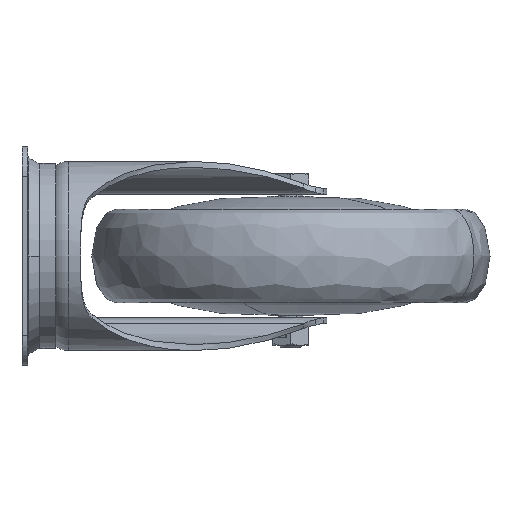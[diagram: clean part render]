
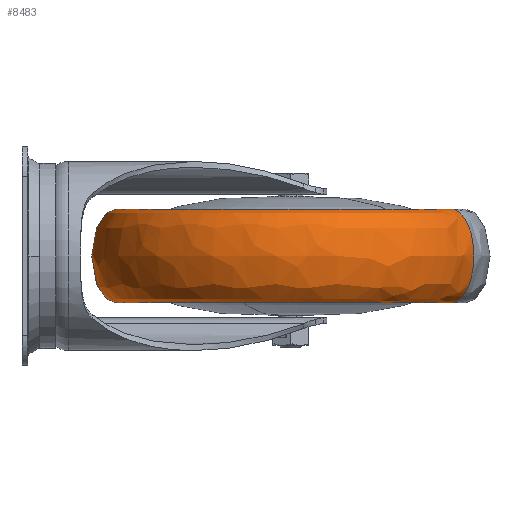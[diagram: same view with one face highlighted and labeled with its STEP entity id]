
A CAD part, left-side view. The second image highlights one B-rep face of the part: STEP entity #8483.
In plain terms, the highlighted free-form (B-spline) face has degree [3, 3] with [4, 4] control points.
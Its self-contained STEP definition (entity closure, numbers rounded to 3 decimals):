
#176 = ORIENTED_EDGE ( 'NONE', *, *, #13028, .T. ) ;
#341 = CARTESIAN_POINT ( 'NONE',  ( 89.591, -54.627, 4.519 ) ) ;
#957 = CARTESIAN_POINT ( 'NONE',  ( 10.526, -238.336, 4.519 ) ) ;
#965 = DIRECTION ( 'NONE',  ( 0., 0., 1. ) ) ;
#1030 = CARTESIAN_POINT ( 'NONE',  ( 20.409, -215.373, 51.519 ) ) ;
#2720 = CARTESIAN_POINT ( 'NONE',  ( 10.526, -238.336, 4.519 ) ) ;
#2854 = CARTESIAN_POINT ( 'NONE',  ( 89.591, -54.627, 4.519 ) ) ;
#2943 = EDGE_CURVE ( 'NONE', #15615, #18365, #25191, .T. ) ;
#3170 = CARTESIAN_POINT ( 'NONE',  ( 20.409, -215.373, 4.519 ) ) ;
#3310 = ORIENTED_EDGE ( 'NONE', *, *, #2943, .F. ) ;
#4486 = CARTESIAN_POINT ( 'NONE',  ( 89.591, -54.627, 51.519 ) ) ;
#4784 = DIRECTION ( 'NONE',  ( -0.919, 0.395, 0. ) ) ;
#4869 = CARTESIAN_POINT ( 'NONE',  ( -140.336, -146.191, 4.519 ) ) ;
#4937 = CARTESIAN_POINT ( 'NONE',  ( 10.526, -238.336, 51.519 ) ) ;
#5034 = CARTESIAN_POINT ( 'NONE',  ( 89.591, -54.627, 51.519 ) ) ;
#5139 = CARTESIAN_POINT ( 'NONE',  ( -196.146, -149.389, 4.519 ) ) ;
#5746 = CIRCLE ( 'NONE', #24596, 87.5 ) ;
#6337 = FACE_OUTER_BOUND ( 'NONE', #11333, .T. ) ;
#8483 = ADVANCED_FACE ( 'NONE', ( #6337 ), #21109, .T. ) ;
#8594 = ORIENTED_EDGE ( 'NONE', *, *, #24495, .T. ) ;
#8877 = VERTEX_POINT ( 'NONE', #10059 ) ;
#9182 = CARTESIAN_POINT ( 'NONE',  ( -71.155, 14.554, 51.519 ) ) ;
#10059 = CARTESIAN_POINT ( 'NONE',  ( 20.409, -215.373, 4.519 ) ) ;
#10784 = CARTESIAN_POINT ( 'NONE',  ( 55., -135., 4.519 ) ) ;
#11177 = CARTESIAN_POINT ( 'NONE',  ( -107.199, 57.283, 4.519 ) ) ;
#11311 = CARTESIAN_POINT ( 'NONE',  ( 99.474, -31.664, 4.519 ) ) ;
#11333 = EDGE_LOOP ( 'NONE', ( #3310, #176, #8594, #21153 ) ) ;
#13028 = EDGE_CURVE ( 'NONE', #15615, #21352, #22107, .T. ) ;
#14750 = DIRECTION ( 'NONE',  ( -0.919, 0.395, 0. ) ) ;
#15135 = CARTESIAN_POINT ( 'NONE',  ( -107.199, 57.283, 51.519 ) ) ;
#15615 = VERTEX_POINT ( 'NONE', #5034 ) ;
#17078 = CARTESIAN_POINT ( 'NONE',  ( 20.409, -215.373, 51.519 ) ) ;
#17207 = CARTESIAN_POINT ( 'NONE',  ( -140.336, -146.191, 51.519 ) ) ;
#18365 = VERTEX_POINT ( 'NONE', #1030 ) ;
#18391 = EDGE_CURVE ( 'NONE', #18365, #8877, #19252, .T. ) ;
#18578 = DIRECTION ( 'NONE',  ( 0., 0., 1. ) ) ;
#19177 = CARTESIAN_POINT ( 'NONE',  ( -196.146, -149.389, 51.519 ) ) ;
#19252 =( BOUNDED_CURVE ( )  B_SPLINE_CURVE ( 3, ( #20986, #4937, #2720, #20461 ),
 .UNSPECIFIED., .F., .F. ) 
 B_SPLINE_CURVE_WITH_KNOTS ( ( 4, 4 ),
 ( 0., 1. ),
 .UNSPECIFIED. ) 
 CURVE ( )  GEOMETRIC_REPRESENTATION_ITEM ( )  RATIONAL_B_SPLINE_CURVE ( ( 1., 0.333, 0.333, 1. ) ) 
 REPRESENTATION_ITEM ( '' )  );
#19313 = CARTESIAN_POINT ( 'NONE',  ( -71.155, 14.554, 4.519 ) ) ;
#20461 = CARTESIAN_POINT ( 'NONE',  ( 20.409, -215.373, 4.519 ) ) ;
#20986 = CARTESIAN_POINT ( 'NONE',  ( 20.409, -215.373, 51.519 ) ) ;
#21109 =( BOUNDED_SURFACE ( )  B_SPLINE_SURFACE ( 3, 3, ( 
 ( #4486, #9182, #17207, #17078 ),
 ( #25357, #15135, #19177, #23145 ),
 ( #11311, #11177, #5139, #957 ),
 ( #23393, #19313, #4869, #3170 ) ),
 .UNSPECIFIED., .F., .F., .F. ) 
 B_SPLINE_SURFACE_WITH_KNOTS ( ( 4, 4 ),
 ( 4, 4 ),
 ( 0., 1. ),
 ( 0., 1. ),
 .UNSPECIFIED. ) 
 GEOMETRIC_REPRESENTATION_ITEM ( )  RATIONAL_B_SPLINE_SURFACE ( (
 ( 1., 0.333, 0.333, 1.),
 ( 0.333, 0.111, 0.111, 0.333),
 ( 0.333, 0.111, 0.111, 0.333),
 ( 1., 0.333, 0.333, 1.) ) ) 
 REPRESENTATION_ITEM ( '' )  SURFACE ( )  );
#21153 = ORIENTED_EDGE ( 'NONE', *, *, #18391, .F. ) ;
#21352 = VERTEX_POINT ( 'NONE', #2854 ) ;
#22107 =( BOUNDED_CURVE ( )  B_SPLINE_CURVE ( 3, ( #24368, #24237, #23990, #341 ),
 .UNSPECIFIED., .F., .F. ) 
 B_SPLINE_CURVE_WITH_KNOTS ( ( 4, 4 ),
 ( 0., 1. ),
 .UNSPECIFIED. ) 
 CURVE ( )  GEOMETRIC_REPRESENTATION_ITEM ( )  RATIONAL_B_SPLINE_CURVE ( ( 1., 0.333, 0.333, 1. ) ) 
 REPRESENTATION_ITEM ( '' )  );
#23145 = CARTESIAN_POINT ( 'NONE',  ( 10.526, -238.336, 51.519 ) ) ;
#23393 = CARTESIAN_POINT ( 'NONE',  ( 89.591, -54.627, 4.519 ) ) ;
#23927 = AXIS2_PLACEMENT_3D ( 'NONE', #24609, #18578, #4784 ) ;
#23990 = CARTESIAN_POINT ( 'NONE',  ( 99.474, -31.664, 4.519 ) ) ;
#24237 = CARTESIAN_POINT ( 'NONE',  ( 99.474, -31.664, 51.519 ) ) ;
#24368 = CARTESIAN_POINT ( 'NONE',  ( 89.591, -54.627, 51.519 ) ) ;
#24495 = EDGE_CURVE ( 'NONE', #21352, #8877, #5746, .T. ) ;
#24596 = AXIS2_PLACEMENT_3D ( 'NONE', #10784, #965, #14750 ) ;
#24609 = CARTESIAN_POINT ( 'NONE',  ( 55., -135., 51.519 ) ) ;
#25191 = CIRCLE ( 'NONE', #23927, 87.5 ) ;
#25357 = CARTESIAN_POINT ( 'NONE',  ( 99.474, -31.664, 51.519 ) ) ;
